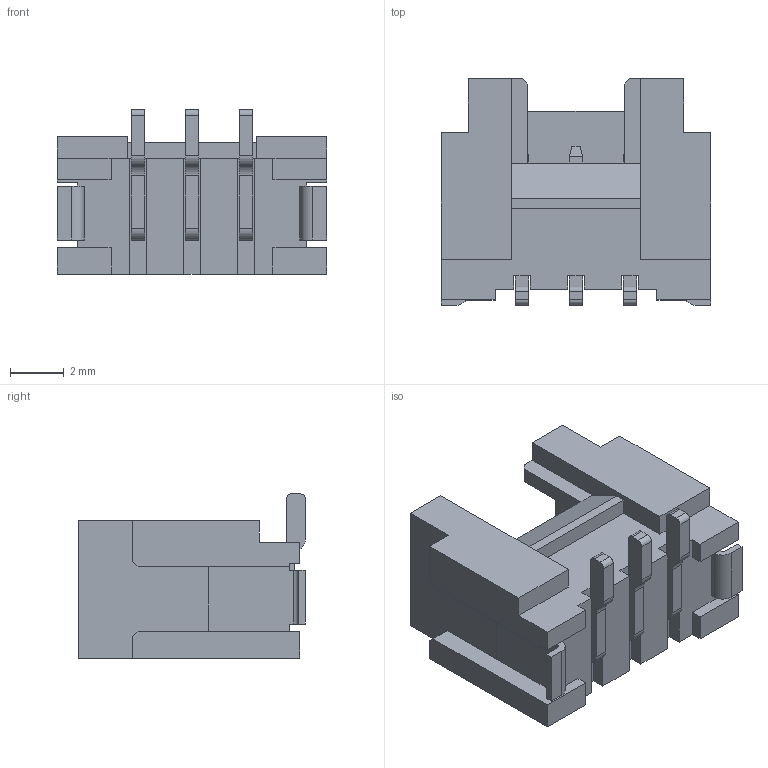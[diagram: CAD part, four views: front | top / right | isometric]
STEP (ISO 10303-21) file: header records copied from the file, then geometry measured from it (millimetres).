
FILE_DESCRIPTION((''),'2;1');
FILE_NAME('FWF20023-S04','2024-05-14T',('工程三'),(''),'PRO/ENGINEER BY PARAMETRIC TECHNOLOGY CORPORATION, 2010280','PRO/ENGINEER BY PARAMETRIC TECHNOLOGY CORPORATION, 2010280','');
FILE_SCHEMA(('CONFIG_CONTROL_DESIGN'));
Length unit declared in the file: millimetre
Products named in the file (1): FWF20023-S04
Bounding box: 10 x 8.4 x 6.1 mm (x, y, z)
Volume: 185.3 mm3; surface area: 550.4 mm2
Topology: 1 solids, 1 shells, 201 faces, 541 edges, 348 vertices
Faces by surface type: plane 182, cylinder 19
Entity records: 6187 total; most frequent: CARTESIAN_POINT 1090, ORIENTED_EDGE 1082, DIRECTION 981, EDGE_CURVE 541, VECTOR 503, LINE 503, VERTEX_POINT 348, AXIS2_PLACEMENT_3D 239
